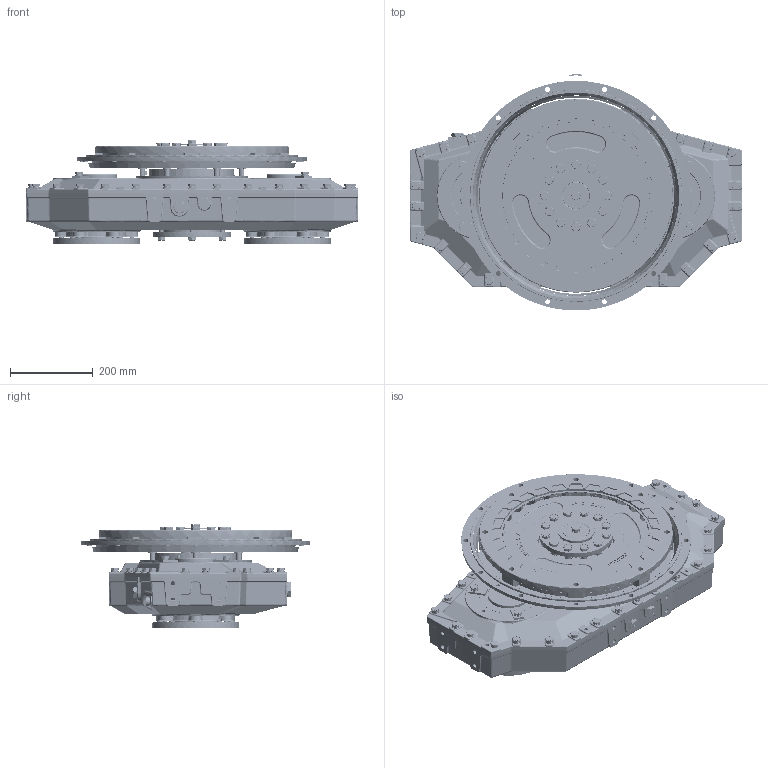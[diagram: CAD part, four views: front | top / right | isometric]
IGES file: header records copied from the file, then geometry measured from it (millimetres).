
Start section: SolidWorks IGES file using analytic representation for surfaces
Global section: file name: 1029019A.igs; native system: SolidWorks 2019; preprocessor: SolidWorks 2019; author: SMTservice; date: 200522.094011; units: millimetre
Bounding box: 800 x 571.17 x 250.5 mm (x, y, z)
Surface area: 3647723.5 mm2 (no closed solid volume)
Topology: 0 solids, 0 shells, 8982 faces, 127541 edges, 126279 vertices
Faces by surface type: bspline 5941, revolution 3041
